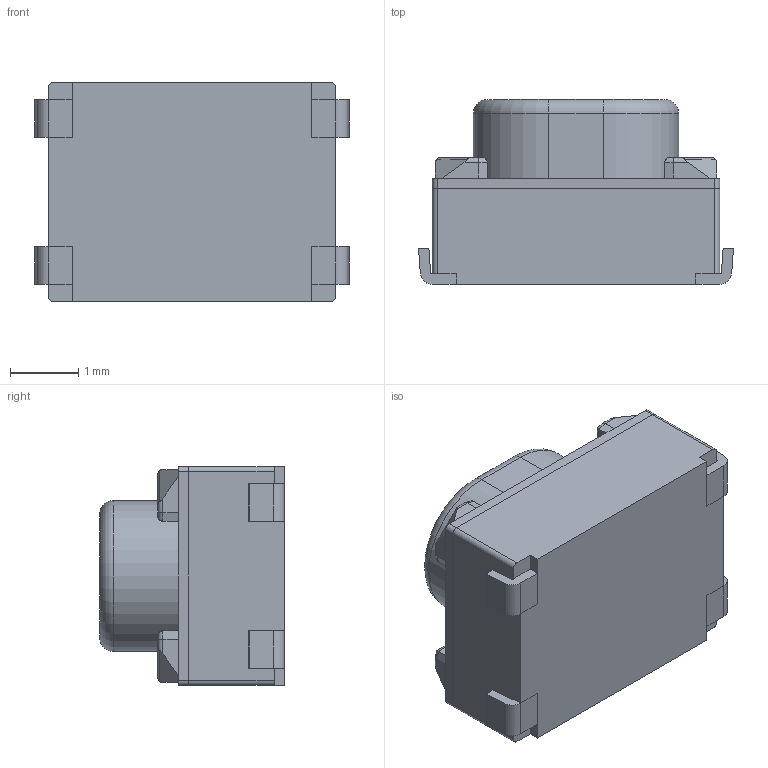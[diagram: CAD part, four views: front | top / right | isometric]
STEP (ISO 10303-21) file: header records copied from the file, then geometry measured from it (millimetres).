
FILE_DESCRIPTION (( 'STEP AP214' ), '1' );
FILE_NAME ('PTS815 SJG 250 SMTR LFS.STEP', '2025-04-02T23:47:43', ( '' ), ( '' ), 'SwSTEP 2.0', 'SolidWorks 2021', '' );
FILE_SCHEMA (( 'AUTOMOTIVE_DESIGN' ));
Length unit declared in the file: millimetre
Products named in the file (1): PTS815 SJG 250 SMTR LFS
Bounding box: 4.6 x 2.7 x 3.2 mm (x, y, z)
Volume: 27.6 mm3; surface area: 94 mm2
Topology: 7 solids, 7 shells, 190 faces, 488 edges, 316 vertices
Faces by surface type: plane 134, cylinder 54, torus 2
Entity records: 5762 total; most frequent: CARTESIAN_POINT 1115, ORIENTED_EDGE 976, DIRECTION 876, EDGE_CURVE 488, VECTOR 402, LINE 402, VERTEX_POINT 316, AXIS2_PLACEMENT_3D 237
